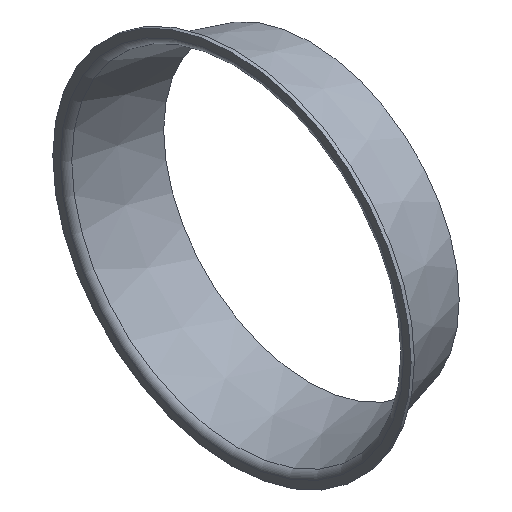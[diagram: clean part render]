
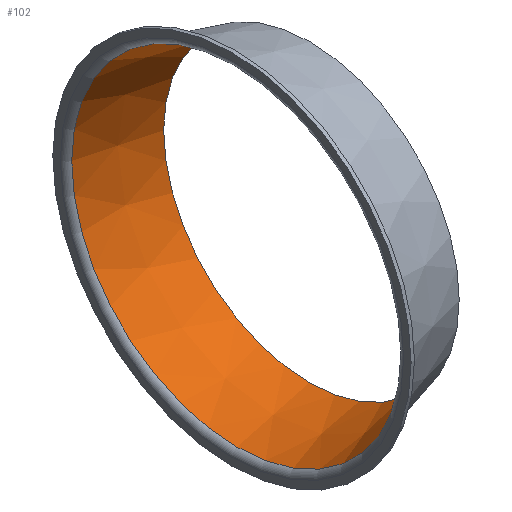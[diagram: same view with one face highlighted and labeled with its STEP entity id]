
A CAD part, isometric view. The second image highlights one B-rep face of the part: STEP entity #102.
In plain terms, the highlighted conical face has half-angle 15.046 degrees and reference radius 92.886 mm.
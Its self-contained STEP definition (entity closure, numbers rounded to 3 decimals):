
#17=CONICAL_SURFACE('',#120,92.886,15.046);
#28=FACE_BOUND('',#52,.T.);
#36=FACE_OUTER_BOUND('',#51,.T.);
#51=EDGE_LOOP('',(#91));
#52=EDGE_LOOP('',(#92));
#53=CIRCLE('',#106,98.704);
#60=CIRCLE('',#119,87.069);
#61=VERTEX_POINT('',#157);
#68=VERTEX_POINT('',#177);
#69=EDGE_CURVE('',#61,#61,#53,.T.);
#76=EDGE_CURVE('',#68,#68,#60,.T.);
#91=ORIENTED_EDGE('',*,*,#76,.T.);
#92=ORIENTED_EDGE('',*,*,#69,.F.);
#102=ADVANCED_FACE('',(#36,#28),#17,.F.);
#106=AXIS2_PLACEMENT_3D('',#158,#125,#126);
#119=AXIS2_PLACEMENT_3D('',#178,#151,#152);
#120=AXIS2_PLACEMENT_3D('',#179,#153,#154);
#125=DIRECTION('center_axis',(1.,0.,0.));
#126=DIRECTION('ref_axis',(0.,0.,-1.));
#151=DIRECTION('center_axis',(1.,0.,0.));
#152=DIRECTION('ref_axis',(0.,0.,-1.));
#153=DIRECTION('center_axis',(-1.,0.,0.));
#154=DIRECTION('ref_axis',(0.,1.,0.));
#157=CARTESIAN_POINT('',(-43.803,98.704,0.));
#158=CARTESIAN_POINT('Origin',(-43.803,0.,0.));
#177=CARTESIAN_POINT('',(-0.519,87.069,0.));
#178=CARTESIAN_POINT('Origin',(-0.519,0.,
0.));
#179=CARTESIAN_POINT('Origin',(-22.161,0.,0.));
